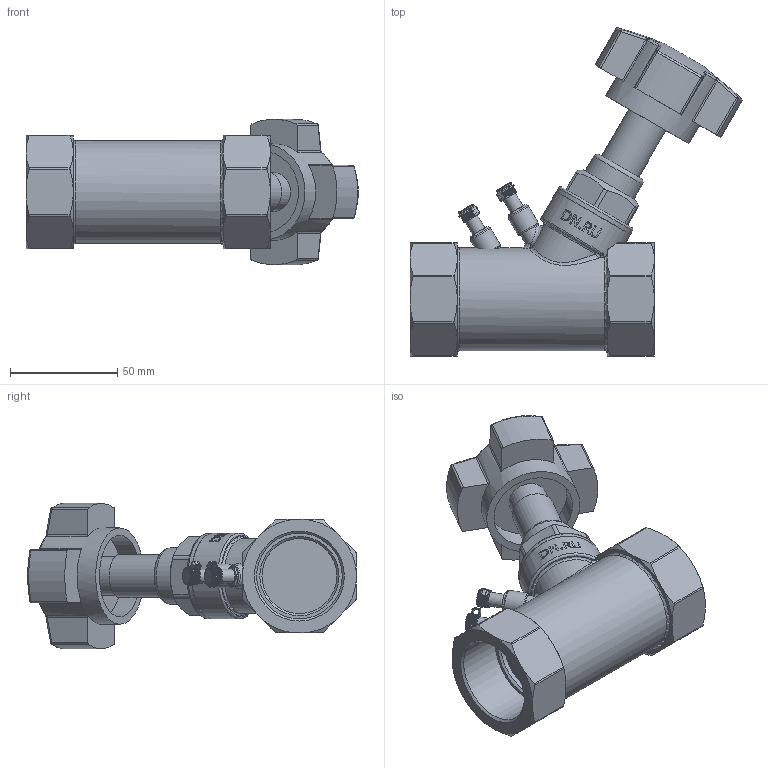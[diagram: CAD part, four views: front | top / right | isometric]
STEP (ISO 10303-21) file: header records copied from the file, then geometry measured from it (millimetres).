
FILE_DESCRIPTION(/* description */ (''),/* implementation_level */ '2;1');
FILE_NAME(/* name */ 'DN40_3D_STEP.stp',/* time_stamp */ '2024-03-20T16:36:31+03:00',/* author */ ('igorr'),/* organization */ (''),/* preprocessor_version */ 'ST-DEVELOPER v19.2',/* originating_system */ 'Autodesk Inventor 2023',/* authorisation */ '');
FILE_SCHEMA (('AUTOMOTIVE_DESIGN { 1 0 10303 214 3 1 1 }'));
Length unit declared in the file: millimetre
Products named in the file (3): Сборка; Деталь1; Деталь2
Assembly tree (2 placements, depth 2):
  Сборка
    Деталь1
    Деталь2
Bounding box: 154.97 x 153.32 x 67.9 mm (x, y, z)
Volume: 261170.4 mm3; surface area: 58732.6 mm2
Topology: 2 solids, 2 shells, 1142 faces, 3097 edges, 1999 vertices
Faces by surface type: plane 877, cylinder 104, bspline 77, cone 52, torus 22, sphere 10
Full cylindrical faces by diameter (mm): 6.5 x2, 11 x2, 15 x1, 17.157 x1, 18 x1, 20 x1, 26.264 x1, 35 x2, 38 x1, 40 x4, 45 x1, 48 x1
Entity records: 38459 total; most frequent: CARTESIAN_POINT 9929, ORIENTED_EDGE 6194, DIRECTION 5141, EDGE_CURVE 3097, VERTEX_POINT 1999, LINE 1961, VECTOR 1961, AXIS2_PLACEMENT_3D 1590
